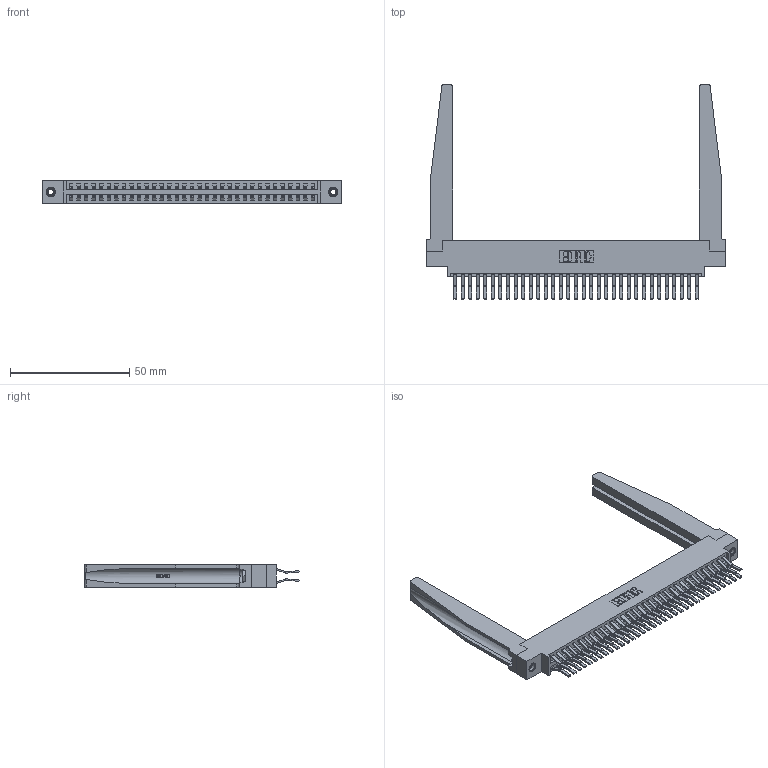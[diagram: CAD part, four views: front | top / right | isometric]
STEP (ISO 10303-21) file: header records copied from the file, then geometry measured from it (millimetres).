
FILE_DESCRIPTION (( 'STEP AP203' ), '1' );
FILE_NAME ('396-066-560-878.STEP', '2019-11-02T10:17:08', ( '' ), ( '' ), 'SwSTEP 2.0', 'SolidWorks 2016', '' );
FILE_SCHEMA (( 'CONFIG_CONTROL_DESIGN' ));
Length unit declared in the file: inch
Products named in the file (5): 346 Part_0.170 Offset - 0.156 Dia-TH; 345-292-001_560 Tail; 346-220-078_345-220-078; 345-250-001_345-250-001-102; 396-066-560-878
Assembly tree (71 placements, depth 2):
  396-066-560-878
    346 Part_0.170 Offset - 0.156 Dia-TH
    345-292-001_560 Tail  x66
    346-220-078_345-220-078  x2
    345-250-001_345-250-001-102  x2
Bounding box: 125.35 x 90.05 x 9.4 mm (x, y, z)
Volume: 19340 mm3; surface area: 24817.3 mm2
Topology: 71 solids, 71 shells, 3924 faces, 11575 edges, 7618 vertices
Faces by surface type: plane 2532, cylinder 1340, bspline 36, cone 12, torus 4
Entity records: 27716 total; most frequent: CARTESIAN_POINT 5519, ORIENTED_EDGE 4342, DIRECTION 3905, EDGE_CURVE 2171, VECTOR 1809, LINE 1809, VERTEX_POINT 1440, AXIS2_PLACEMENT_3D 1048
